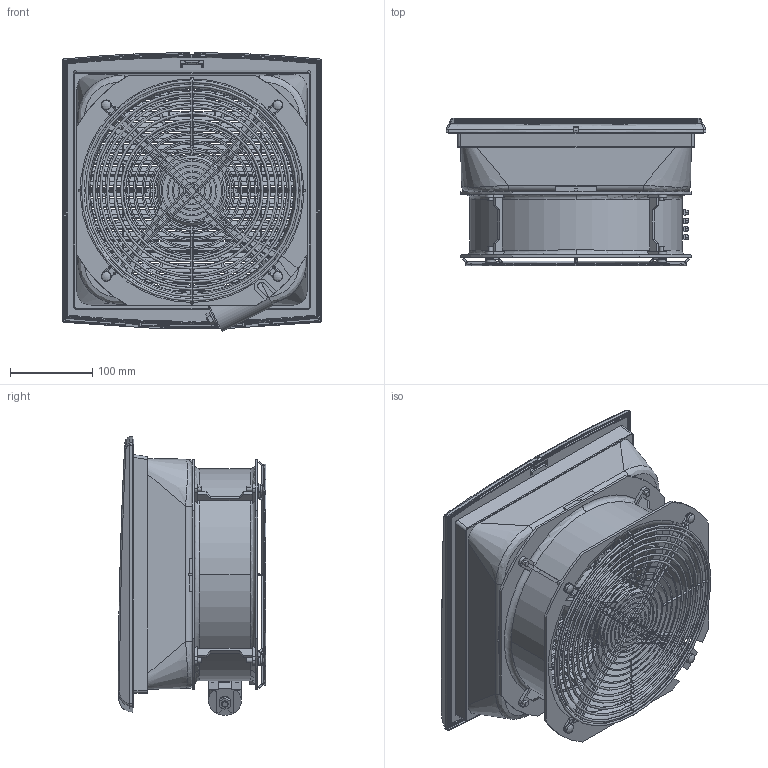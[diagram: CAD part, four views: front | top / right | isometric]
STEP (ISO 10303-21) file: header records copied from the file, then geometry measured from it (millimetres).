
FILE_DESCRIPTION(('STEP AP242'),'1');
FILE_NAME('filterfan_nsycvf850m115pf.stp','2020-07-28T15:25:45',('TraceParts'),('TraceParts S.A.'),'Spatial InterOp 3D',' ',' ');
FILE_SCHEMA(('AP242_MANAGED_MODEL_BASED_3D_ENGINEERING_MIM_LF {1 0 10303 442 1 1 4}'));
Length unit declared in the file: millimetre
Products named in the file (1): filterfan_nsycvf850m115pf_1
Bounding box: 316 x 179.87 x 339.28 mm (x, y, z)
Volume: 1924541.5 mm3; surface area: 928523.8 mm2
Topology: 26 solids, 30 shells, 2679 faces, 7906 edges, 4862 vertices
Faces by surface type: plane 1320, cylinder 528, cone 428, torus 365, bspline 24, sphere 14
Entity records: 118256 total; most frequent: CARTESIAN_POINT 26711, ORIENTED_EDGE 15732, DIRECTION 13960, EDGE_CURVE 7866, AXIS2_PLACEMENT_3D 5105, VERTEX_POINT 4862, LINE 3750, VECTOR 3750
